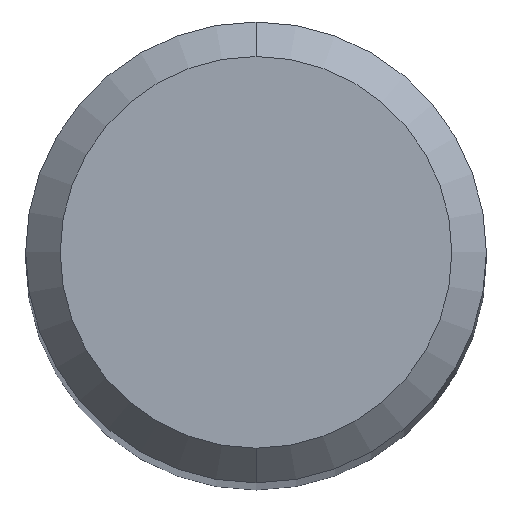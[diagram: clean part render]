
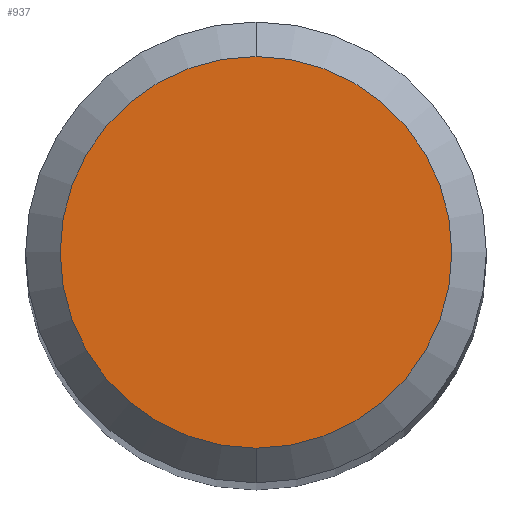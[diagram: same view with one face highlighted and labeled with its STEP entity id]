
A CAD part, top view. The second image highlights one B-rep face of the part: STEP entity #937.
In plain terms, the highlighted planar face has unit normal (0, 0, 1).
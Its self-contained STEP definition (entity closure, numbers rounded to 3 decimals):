
#351=EDGE_CURVE('',#825,#745,#987,.T.);
#745=VERTEX_POINT('',#1421);
#825=VERTEX_POINT('',#1507);
#937=ADVANCED_FACE('',(#1629),#1630,.T.);
#941=EDGE_CURVE('',#745,#825,#1634,.T.);
#987=CIRCLE('',#2175,1.7);
#1421=CARTESIAN_POINT('',(0.0,1.7,0.0));
#1507=CARTESIAN_POINT('',(0.,-1.7,0.0));
#1629=FACE_OUTER_BOUND('',#5638,.T.);
#1630=PLANE('',#5639);
#1634=CIRCLE('',#5646,1.7);
#2175=AXIS2_PLACEMENT_3D('',#5748,#5749,#5750);
#5638=EDGE_LOOP('',(#6436,#6437));
#5639=AXIS2_PLACEMENT_3D('',#6438,#6439,#6440);
#5646=AXIS2_PLACEMENT_3D('',#6442,#6443,#6444);
#5748=CARTESIAN_POINT('',(0.0,0.0,0.0));
#5749=DIRECTION('',(0.0,0.0,-1.0));
#5750=DIRECTION('',(0.0,1.0,0.0));
#6436=ORIENTED_EDGE('',*,*,#941,.F.);
#6437=ORIENTED_EDGE('',*,*,#351,.F.);
#6438=CARTESIAN_POINT('',(0.0,0.85,0.0));
#6439=DIRECTION('',(-0.0,0.0,1.0));
#6440=DIRECTION('',(0.0,-1.0,0.0));
#6442=CARTESIAN_POINT('',(0.0,0.0,0.0));
#6443=DIRECTION('',(0.0,0.0,-1.0));
#6444=DIRECTION('',(0.0,1.0,0.0));
